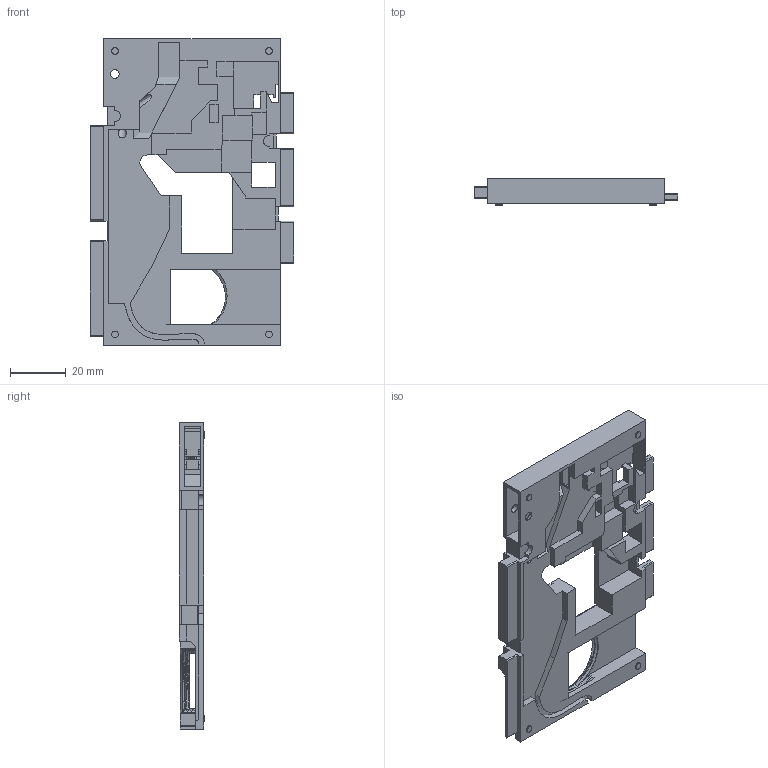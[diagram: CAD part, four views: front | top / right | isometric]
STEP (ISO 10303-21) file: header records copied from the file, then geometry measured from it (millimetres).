
FILE_DESCRIPTION(/* description */ (''),/* implementation_level */ '2;1');
FILE_NAME(/* name */ '1LVL_base_NYLON_PA12.step',/* time_stamp */ '2022-10-14T19:20:19+03:00',/* author */ (''),/* organization */ (''),/* preprocessor_version */ 'ST-DEVELOPER v19',/* originating_system */ 'Autodesk Translation Framework v11.7.0.108',/* authorisation */ '');
FILE_SCHEMA (('AUTOMOTIVE_DESIGN { 1 0 10303 214 3 1 1 }'));
Length unit declared in the file: millimetre
Products named in the file (1): iykujhfaegsrdgfhjk
Bounding box: 73.3 x 9.3 x 109.98 mm (x, y, z)
Volume: 29083.1 mm3; surface area: 22602.8 mm2
Topology: 1 solids, 1 shells, 380 faces, 1143 edges, 756 vertices
Faces by surface type: plane 291, cylinder 61, bspline 26, cone 2
Full cylindrical faces by diameter (mm): 2.4 x4, 3.1 x2
Entity records: 14819 total; most frequent: CARTESIAN_POINT 4629, ORIENTED_EDGE 2286, DIRECTION 1848, EDGE_CURVE 1143, LINE 930, VECTOR 930, VERTEX_POINT 756, AXIS2_PLACEMENT_3D 459
